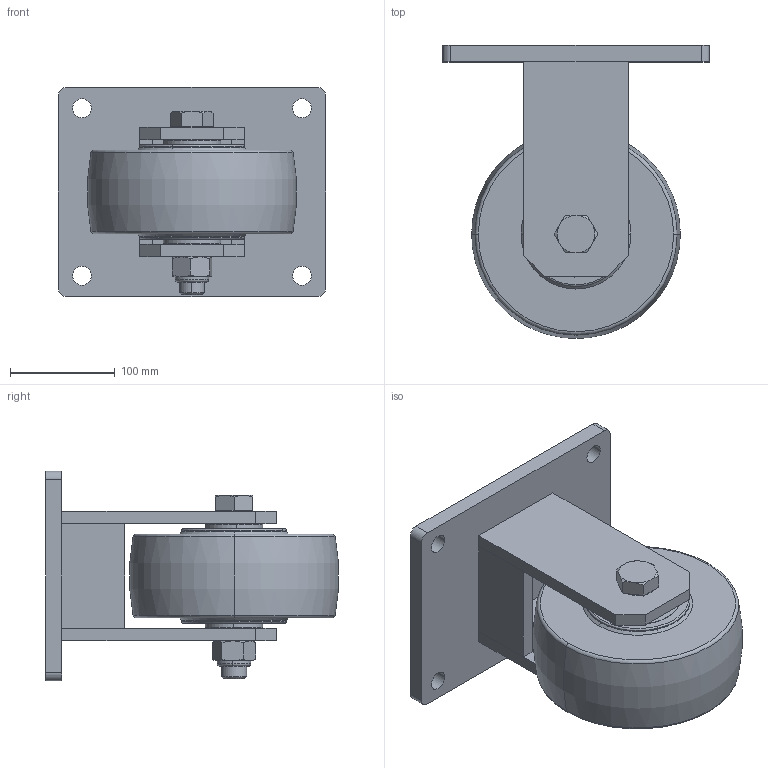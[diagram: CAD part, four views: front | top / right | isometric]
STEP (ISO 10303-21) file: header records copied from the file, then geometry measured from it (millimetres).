
FILE_DESCRIPTION (( 'STEP AP214' ), '1' );
FILE_NAME ('0028639.step', '2021-06-29T13:45:22', ( 'Windows-Benutzer' ), ( '' ), 'SwSTEP 2.0', 'SolidWorks 2020', '' );
FILE_SCHEMA (( 'AUTOMOTIVE_DESIGN' ));
Length unit declared in the file: millimetre
Products named in the file (1): 0028639
Bounding box: 255 x 279.61 x 200 mm (x, y, z)
Surface area: 436429.8 mm2 (no closed solid volume)
Topology: 0 solids, 18 shells, 204 faces, 450 edges, 278 vertices
Faces by surface type: plane 74, cylinder 54, cone 50, torus 26
Entity records: 8173 total; most frequent: CARTESIAN_POINT 1185, DIRECTION 1056, ORIENTED_EDGE 868, EDGE_CURVE 450, AXIS2_PLACEMENT_3D 437, VERTEX_POINT 278, EDGE_LOOP 236, CIRCLE 232
